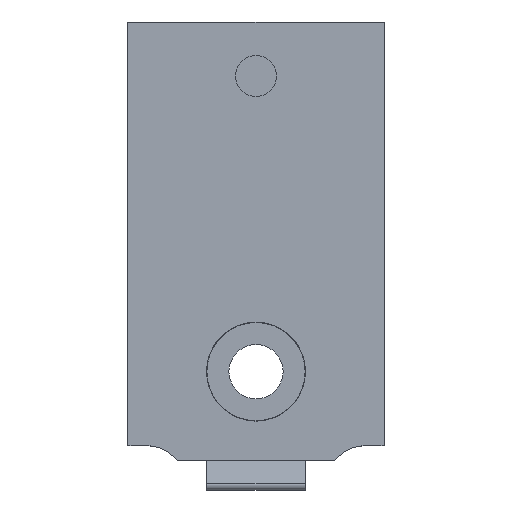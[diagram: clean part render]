
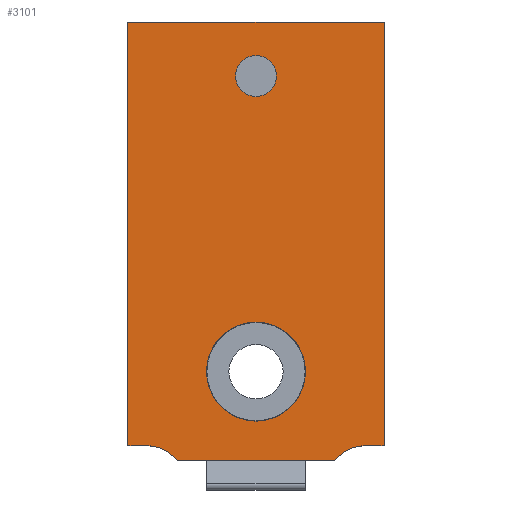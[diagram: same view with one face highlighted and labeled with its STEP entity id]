
A CAD part, front view. The second image highlights one B-rep face of the part: STEP entity #3101.
In plain terms, the highlighted planar face has unit normal (0, -1, 0).
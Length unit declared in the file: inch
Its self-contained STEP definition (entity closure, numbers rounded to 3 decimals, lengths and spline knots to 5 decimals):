
#39=DIRECTION('',(0.,0.,-1.));
#40=VECTOR('',#39,2.68791);
#41=CARTESIAN_POINT('',(-0.8125,0.,0.));
#42=LINE('',#41,#40);
#578=CARTESIAN_POINT('',(0.69462,0.,-2.93791));
#579=DIRECTION('',(0.,-1.,0.));
#580=DIRECTION('',(0.,0.,1.));
#581=AXIS2_PLACEMENT_3D('',#578,#579,#580);
#586=CARTESIAN_POINT('',(-0.69462,0.,-2.93791));
#587=DIRECTION('',(0.,-1.,0.));
#588=DIRECTION('',(0.778,0.,0.628));
#589=AXIS2_PLACEMENT_3D('',#586,#587,#588);
#594=DIRECTION('',(1.,0.,0.));
#595=VECTOR('',#594,0.11788);
#596=CARTESIAN_POINT('',(-0.8125,0.,-2.68791));
#597=LINE('',#596,#595);
#601=DIRECTION('',(1.,0.,0.));
#602=VECTOR('',#601,1.625);
#603=CARTESIAN_POINT('',(-0.8125,0.,0.));
#604=LINE('',#603,#602);
#608=DIRECTION('',(-1.,0.,0.));
#609=VECTOR('',#608,0.11788);
#610=CARTESIAN_POINT('',(0.8125,0.,-2.68791));
#611=LINE('',#610,#609);
#615=CARTESIAN_POINT('',(0.,0.,-2.218));
#616=DIRECTION('',(0.,1.,0.));
#617=DIRECTION('',(-1.,0.,0.));
#618=AXIS2_PLACEMENT_3D('',#615,#616,#617);
#623=CARTESIAN_POINT('',(0.,0.,-2.218));
#624=DIRECTION('',(0.,1.,0.));
#625=DIRECTION('',(1.,0.,0.));
#626=AXIS2_PLACEMENT_3D('',#623,#624,#625);
#631=CARTESIAN_POINT('',(0.,0.,-0.343));
#632=DIRECTION('',(0.,1.,0.));
#633=DIRECTION('',(1.,0.,0.));
#634=AXIS2_PLACEMENT_3D('',#631,#632,#633);
#639=CARTESIAN_POINT('',(0.,0.,-0.343));
#640=DIRECTION('',(0.,1.,0.));
#641=DIRECTION('',(-1.,0.,0.));
#642=AXIS2_PLACEMENT_3D('',#639,#640,#641);
#693=DIRECTION('',(1.,0.,0.));
#694=VECTOR('',#693,1.);
#695=CARTESIAN_POINT('',(-0.5,0.,-2.781));
#696=LINE('',#695,#694);
#1112=DIRECTION('',(0.,0.,-1.));
#1113=VECTOR('',#1112,2.68791);
#1114=CARTESIAN_POINT('',(0.8125,0.,0.));
#1115=LINE('',#1114,#1113);
#2295=CARTESIAN_POINT('',(-0.8125,0.,0.));
#2296=VERTEX_POINT('',#2295);
#2299=CARTESIAN_POINT('',(0.8125,0.,0.));
#2300=VERTEX_POINT('',#2299);
#2301=CARTESIAN_POINT('',(0.69462,0.,-2.68791));
#2302=CARTESIAN_POINT('',(0.5,0.,-2.781));
#2303=VERTEX_POINT('',#2301);
#2304=VERTEX_POINT('',#2302);
#2305=CARTESIAN_POINT('',(0.8125,0.,-2.68791));
#2306=VERTEX_POINT('',#2305);
#2307=CARTESIAN_POINT('',(-0.5,0.,-2.781));
#2308=CARTESIAN_POINT('',(-0.69462,0.,-2.68791));
#2309=VERTEX_POINT('',#2307);
#2310=VERTEX_POINT('',#2308);
#2311=CARTESIAN_POINT('',(-0.8125,0.,-2.68791));
#2312=VERTEX_POINT('',#2311);
#2405=CARTESIAN_POINT('',(-0.314,0.,-2.218));
#2406=CARTESIAN_POINT('',(0.314,0.,-2.218));
#2407=VERTEX_POINT('',#2405);
#2408=VERTEX_POINT('',#2406);
#2413=CARTESIAN_POINT('',(0.13,0.,-0.343));
#2414=CARTESIAN_POINT('',(-0.13,0.,-0.343));
#2415=VERTEX_POINT('',#2413);
#2416=VERTEX_POINT('',#2414);
#3070=CARTESIAN_POINT('',(-0.8125,0.,0.));
#3071=DIRECTION('',(0.,-1.,0.));
#3072=DIRECTION('',(0.,0.,-1.));
#3073=AXIS2_PLACEMENT_3D('',#3070,#3071,#3072);
#3074=PLANE('',#3073);
#3076=ORIENTED_EDGE('',*,*,#3075,.T.);
#3078=ORIENTED_EDGE('',*,*,#3077,.F.);
#3080=ORIENTED_EDGE('',*,*,#3079,.T.);
#3081=ORIENTED_EDGE('',*,*,#2719,.F.);
#3082=ORIENTED_EDGE('',*,*,#2682,.F.);
#3084=ORIENTED_EDGE('',*,*,#3083,.T.);
#3086=ORIENTED_EDGE('',*,*,#3085,.T.);
#3087=ORIENTED_EDGE('',*,*,#2727,.T.);
#3088=EDGE_LOOP('',(#3076,#3078,#3080,#3081,#3082,#3084,#3086,#3087));
#3089=FACE_OUTER_BOUND('',#3088,.F.);
#3090=ORIENTED_EDGE('',*,*,#3060,.F.);
#3092=ORIENTED_EDGE('',*,*,#3091,.F.);
#3093=EDGE_LOOP('',(#3090,#3092));
#3094=FACE_BOUND('',#3093,.F.);
#3096=ORIENTED_EDGE('',*,*,#3095,.F.);
#3098=ORIENTED_EDGE('',*,*,#3097,.F.);
#3099=EDGE_LOOP('',(#3096,#3098));
#3100=FACE_BOUND('',#3099,.F.);
#582=CIRCLE('',#581,0.25);
#590=CIRCLE('',#589,0.25);
#619=CIRCLE('',#618,0.314);
#627=CIRCLE('',#626,0.314);
#635=CIRCLE('',#634,0.13);
#643=CIRCLE('',#642,0.13);
#2682=EDGE_CURVE('',#2296,#2312,#42,.T.);
#2719=EDGE_CURVE('',#2312,#2310,#597,.T.);
#2727=EDGE_CURVE('',#2306,#2303,#611,.T.);
#3060=EDGE_CURVE('',#2407,#2408,#619,.T.);
#3075=EDGE_CURVE('',#2303,#2304,#582,.T.);
#3077=EDGE_CURVE('',#2309,#2304,#696,.T.);
#3079=EDGE_CURVE('',#2309,#2310,#590,.T.);
#3083=EDGE_CURVE('',#2296,#2300,#604,.T.);
#3085=EDGE_CURVE('',#2300,#2306,#1115,.T.);
#3091=EDGE_CURVE('',#2408,#2407,#627,.T.);
#3095=EDGE_CURVE('',#2415,#2416,#635,.T.);
#3097=EDGE_CURVE('',#2416,#2415,#643,.T.);
#3101=ADVANCED_FACE('',(#3089,#3094,#3100),#3074,.T.);
